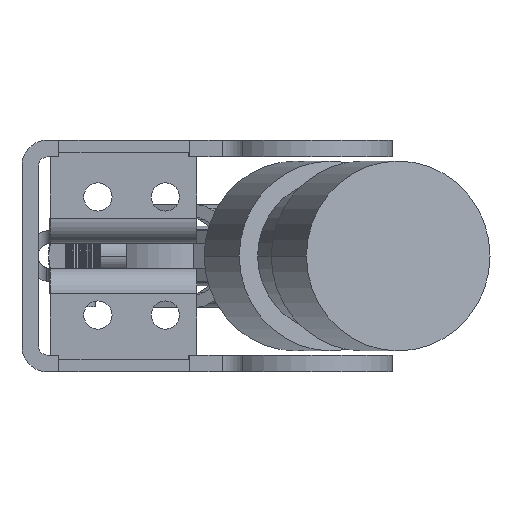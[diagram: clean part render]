
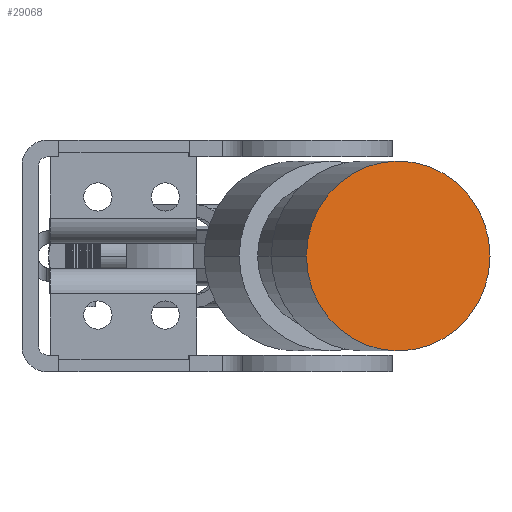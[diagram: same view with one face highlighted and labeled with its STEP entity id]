
A CAD part, front view. The second image highlights one B-rep face of the part: STEP entity #29068.
In plain terms, the highlighted face is planar.
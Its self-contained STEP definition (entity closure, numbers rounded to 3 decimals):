
#27341=CARTESIAN_POINT('',(69.166,-29.247,0.));
#27342=VERTEX_POINT('',#27341);
#27349=CARTESIAN_POINT('',(69.166,15.753,0.0));
#27350=VERTEX_POINT('',#27349);
#27351=CARTESIAN_POINT('',(69.166,-6.747,0.0));
#27352=DIRECTION('',(1.0,0.0,0.0));
#27353=DIRECTION('',(0.0,1.0,0.0));
#27354=AXIS2_PLACEMENT_3D('',#27351,#27352,#27353);
#27355=CIRCLE('',#27354,22.5);
#27356=EDGE_CURVE('',#27350,#27342,#27355,.T.);
#29047=CARTESIAN_POINT('',(69.166,-6.747,0.0));
#29048=DIRECTION('',(1.0,0.0,0.0));
#29049=DIRECTION('',(0.0,1.0,0.0));
#29050=AXIS2_PLACEMENT_3D('',#29047,#29048,#29049);
#29051=CIRCLE('',#29050,22.5);
#29052=EDGE_CURVE('',#27342,#27350,#29051,.T.);
#29059=CARTESIAN_POINT('',(69.166,4.503,0.0));
#29060=DIRECTION('',(1.0,0.0,0.0));
#29061=DIRECTION('',(0.0,0.0,-1.0));
#29062=AXIS2_PLACEMENT_3D('',#29059,#29060,#29061);
#29063=PLANE('',#29062);
#29064=ORIENTED_EDGE('',*,*,#27356,.T.);
#29065=ORIENTED_EDGE('',*,*,#29052,.T.);
#29066=EDGE_LOOP('',(#29064,#29065));
#29067=FACE_OUTER_BOUND('',#29066,.T.);
#29068=ADVANCED_FACE('',(#29067),#29063,.T.);
